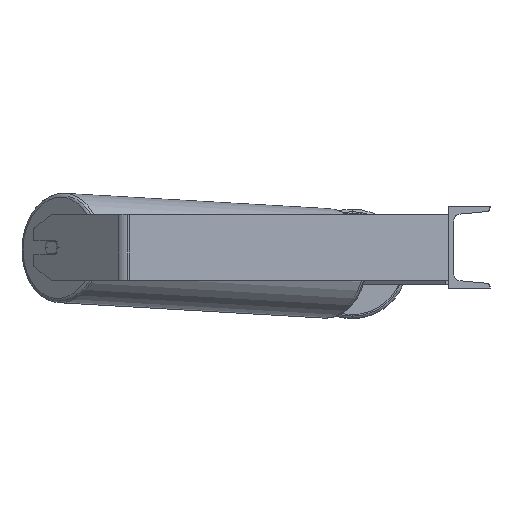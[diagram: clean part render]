
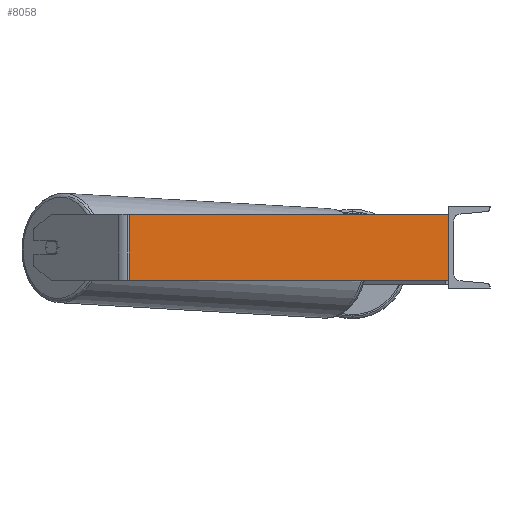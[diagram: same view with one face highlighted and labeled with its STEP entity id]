
A CAD part, left-side view. The second image highlights one B-rep face of the part: STEP entity #8058.
In plain terms, the highlighted planar face has unit normal (-0.996, -0.087, 0).
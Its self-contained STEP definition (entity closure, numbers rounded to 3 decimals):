
#106 = EDGE_CURVE ( 'NONE', #6400, #4221, #873, .T. ) ;
#873 = LINE ( 'NONE', #5823, #2890 ) ;
#1317 = EDGE_CURVE ( 'NONE', #1809, #2284, #8406, .T. ) ;
#1734 = CARTESIAN_POINT ( 'NONE',  ( -718.925, 387.77, 40. ) ) ;
#1763 = AXIS2_PLACEMENT_3D ( 'NONE', #7370, #7284, #5886 ) ;
#1809 = VERTEX_POINT ( 'NONE', #2293 ) ;
#2110 = EDGE_LOOP ( 'NONE', ( #7301, #3309, #8269, #2862 ) ) ;
#2201 = FACE_OUTER_BOUND ( 'NONE', #2110, .T. ) ;
#2284 = VERTEX_POINT ( 'NONE', #4919 ) ;
#2293 = CARTESIAN_POINT ( 'NONE',  ( -718.925, 387.77, -40. ) ) ;
#2809 = VECTOR ( 'NONE', #3352, 1000. ) ;
#2862 = ORIENTED_EDGE ( 'NONE', *, *, #5638, .T. ) ;
#2890 = VECTOR ( 'NONE', #5144, 1000. ) ;
#3309 = ORIENTED_EDGE ( 'NONE', *, *, #7559, .F. ) ;
#3352 = DIRECTION ( 'NONE',  ( 0.087, -0.996, 0. ) ) ;
#3742 = DIRECTION ( 'NONE',  ( 0., 0., -1. ) ) ;
#3926 = CARTESIAN_POINT ( 'NONE',  ( -685., 0., 40. ) ) ;
#4221 = VERTEX_POINT ( 'NONE', #3926 ) ;
#4919 = CARTESIAN_POINT ( 'NONE',  ( -685., 0., -40. ) ) ;
#5144 = DIRECTION ( 'NONE',  ( 0.087, -0.996, 0. ) ) ;
#5638 = EDGE_CURVE ( 'NONE', #6400, #1809, #8636, .T. ) ;
#5823 = CARTESIAN_POINT ( 'NONE',  ( -719.576, 395.203, 40. ) ) ;
#5886 = DIRECTION ( 'NONE',  ( -0.087, 0.996, 0. ) ) ;
#5912 = CARTESIAN_POINT ( 'NONE',  ( -685., 0., 40. ) ) ;
#6400 = VERTEX_POINT ( 'NONE', #9114 ) ;
#6660 = VECTOR ( 'NONE', #7967, 1000. ) ;
#6910 = CARTESIAN_POINT ( 'NONE',  ( -719.576, 395.203, -40. ) ) ;
#7212 = VECTOR ( 'NONE', #3742, 1000. ) ;
#7284 = DIRECTION ( 'NONE',  ( 0.996, 0.087, 0. ) ) ;
#7301 = ORIENTED_EDGE ( 'NONE', *, *, #1317, .T. ) ;
#7321 = PLANE ( 'NONE',  #1763 ) ;
#7370 = CARTESIAN_POINT ( 'NONE',  ( -719.576, 395.203, 40. ) ) ;
#7446 = LINE ( 'NONE', #5912, #7212 ) ;
#7559 = EDGE_CURVE ( 'NONE', #4221, #2284, #7446, .T. ) ;
#7967 = DIRECTION ( 'NONE',  ( 0., 0., -1. ) ) ;
#8058 = ADVANCED_FACE ( 'NONE', ( #2201 ), #7321, .F. ) ;
#8269 = ORIENTED_EDGE ( 'NONE', *, *, #106, .F. ) ;
#8406 = LINE ( 'NONE', #6910, #2809 ) ;
#8636 = LINE ( 'NONE', #1734, #6660 ) ;
#9114 = CARTESIAN_POINT ( 'NONE',  ( -718.925, 387.77, 40. ) ) ;
